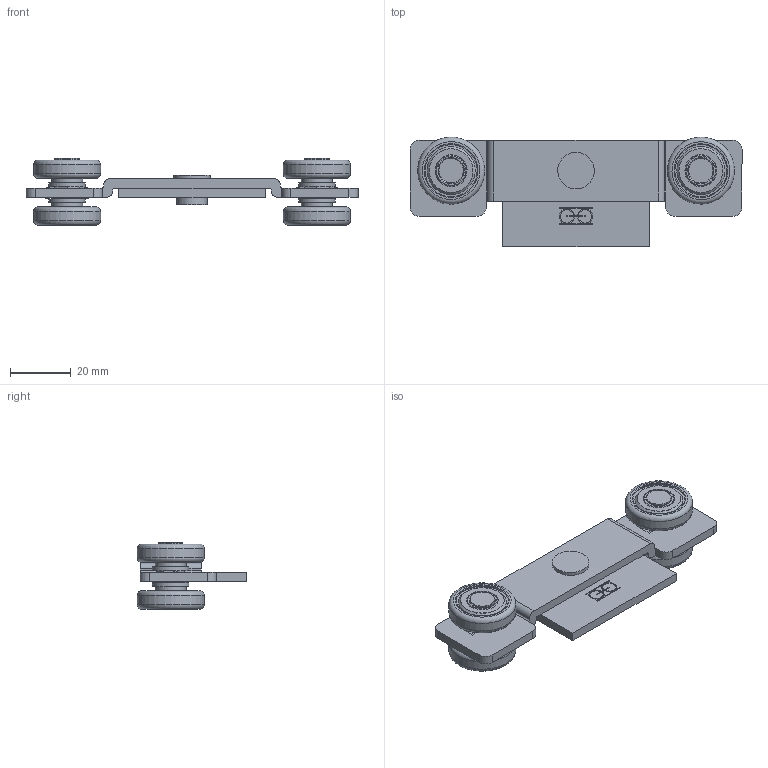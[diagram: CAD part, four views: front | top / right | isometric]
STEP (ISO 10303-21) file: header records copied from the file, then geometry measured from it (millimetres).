
FILE_DESCRIPTION(/* description */ (''),/* implementation_level */ '2;1');
FILE_NAME(/* name */ '9216.stp',/* time_stamp */ '2019-08-05T09:49:57+02:00',/* author */ ('DOMINIQUE'),/* organization */ (''),/* preprocessor_version */ 'ST-DEVELOPER v17.2',/* originating_system */ 'Autodesk Inventor 2019',/* authorisation */ '');
FILE_SCHEMA (('AUTOMOTIVE_DESIGN { 1 0 10303 214 3 1 1 }'));
Length unit declared in the file: millimetre
Products named in the file (8): 9216; 18605; 18273; 16983; 16973; 15211; 15735; 18474
Assembly tree (15 placements, depth 2):
  9216
    18605
    18273
    16983  x2
    16973  x4
    15211
    15735  x4
    18474  x2
Bounding box: 109 x 36 x 22 mm (x, y, z)
Volume: 21187.6 mm3; surface area: 19904.4 mm2
Topology: 15 solids, 15 shells, 320 faces, 834 edges, 582 vertices
Faces by surface type: plane 179, cylinder 87, cone 34, torus 20
Full cylindrical faces by diameter (mm): 4.3 x2, 5.9 x2, 6 x4, 6.1 x2, 6.4 x4, 8 x2, 9.9 x1, 10.132 x8, 10.2 x2, 10.466 x4, 11 x8, 11.597 x4, 12 x5, 14.722 x4, 15.5 x8, 22 x4
Entity records: 6069 total; most frequent: DIRECTION 1052, CARTESIAN_POINT 993, ORIENTED_EDGE 946, EDGE_CURVE 473, AXIS2_PLACEMENT_3D 369, LINE 314, VECTOR 314, VERTEX_POINT 310
